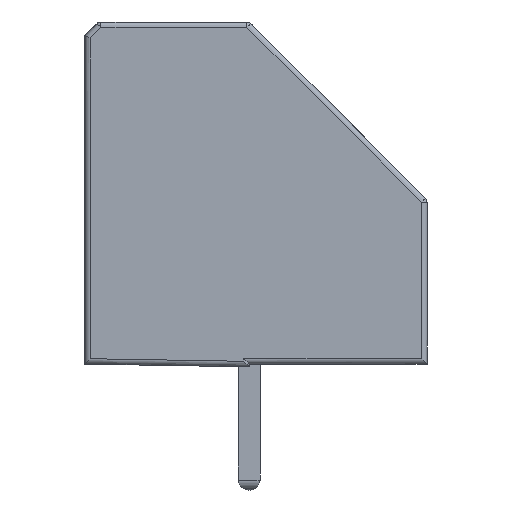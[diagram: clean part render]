
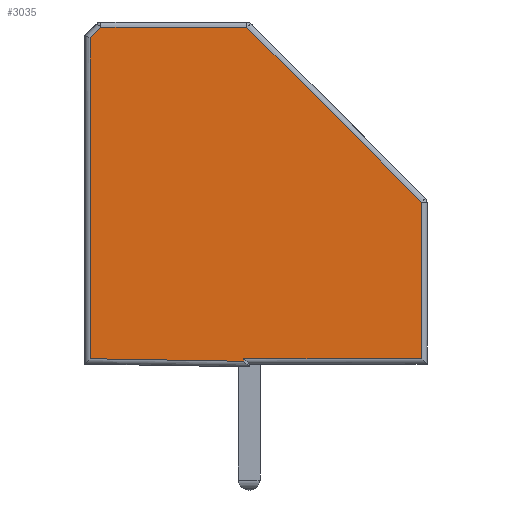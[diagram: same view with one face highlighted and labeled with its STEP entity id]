
A CAD part, left-side view. The second image highlights one B-rep face of the part: STEP entity #3035.
In plain terms, the highlighted planar face has unit normal (-1, 0, 0).
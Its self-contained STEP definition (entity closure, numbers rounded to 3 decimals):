
#13=DIRECTION('',(0.,0.,1.));
#27=VECTOR('',#13,1.);
#51=DIRECTION('',(0.,0.707,-0.707));
#52=DIRECTION('',(0.,0.707,0.707));
#78=DIRECTION('',(0.,-1.,0.));
#128=VECTOR('',#78,1.);
#148=VECTOR('',#52,1.);
#155=VECTOR('',#156,1.);
#156=DIRECTION('',(0.,1.,0.));
#163=VECTOR('',#51,1.);
#170=VECTOR('',#171,1.);
#171=DIRECTION('',(0.,0.,-1.));
#178=VECTOR('',#179,1.);
#179=DIRECTION('',(0.,-1.,-0.017));
#188=DIRECTION('',(-1.,0.,0.));
#189=DIRECTION('',(0.,-1.,0.));
#629=VERTEX_POINT('',#630);
#630=CARTESIAN_POINT('',(-2.5,-6.3,6.017));
#640=EDGE_CURVE('',#641,#629,#643,.T.);
#641=VERTEX_POINT('',#642);
#642=CARTESIAN_POINT('',(-2.5,-6.3,0.3));
#643=LINE('',#644,#27);
#644=CARTESIAN_POINT('',(-2.5,-6.3,0.1));
#1362=VERTEX_POINT('',#1363);
#1363=CARTESIAN_POINT('',(-2.5,0.2,0.3));
#1367=ORIENTED_EDGE('',*,*,#1368,.T.);
#1368=EDGE_CURVE('',#1362,#641,#1369,.T.);
#1369=LINE('',#1370,#128);
#1370=CARTESIAN_POINT('',(-2.5,0.,0.3));
#3035=ADVANCED_FACE('',(#3036),#3073,.T.);
#3036=FACE_BOUND('',#3037,.T.);
#3037=EDGE_LOOP('',(#3038,#3046,#3052,#1367,#3056,#3057,#3063,#3069));
#3038=ORIENTED_EDGE('',*,*,#3039,.T.);
#3039=EDGE_CURVE('',#3040,#3042,#3044,.T.);
#3040=VERTEX_POINT('',#3041);
#3041=CARTESIAN_POINT('',(-2.5,5.8,12.017));
#3042=VERTEX_POINT('',#3043);
#3043=CARTESIAN_POINT('',(-2.5,5.8,0.297));
#3044=LINE('',#3045,#170);
#3045=CARTESIAN_POINT('',(-2.5,5.8,12.1));
#3046=ORIENTED_EDGE('',*,*,#3047,.T.);
#3047=EDGE_CURVE('',#3042,#3048,#3050,.T.);
#3048=VERTEX_POINT('',#3049);
#3049=CARTESIAN_POINT('',(-2.5,0.2,0.203));
#3050=LINE('',#3051,#178);
#3051=CARTESIAN_POINT('',(-2.5,5.997,0.3));
#3052=ORIENTED_EDGE('',*,*,#3053,.T.);
#3053=EDGE_CURVE('',#3048,#1362,#3054,.T.);
#3054=LINE('',#3055,#27);
#3055=CARTESIAN_POINT('',(-2.5,0.2,0.));
#3056=ORIENTED_EDGE('',*,*,#640,.T.);
#3057=ORIENTED_EDGE('',*,*,#3058,.T.);
#3058=EDGE_CURVE('',#629,#3059,#3061,.T.);
#3059=VERTEX_POINT('',#3060);
#3060=CARTESIAN_POINT('',(-2.5,0.083,12.4));
#3061=LINE('',#3062,#148);
#3062=CARTESIAN_POINT('',(-2.5,-6.359,5.959));
#3063=ORIENTED_EDGE('',*,*,#3064,.T.);
#3064=EDGE_CURVE('',#3059,#3065,#3067,.T.);
#3065=VERTEX_POINT('',#3066);
#3066=CARTESIAN_POINT('',(-2.5,5.417,12.4));
#3067=LINE('',#3068,#155);
#3068=CARTESIAN_POINT('',(-2.5,0.,12.4));
#3069=ORIENTED_EDGE('',*,*,#3070,.T.);
#3070=EDGE_CURVE('',#3065,#3040,#3071,.T.);
#3071=LINE('',#3072,#163);
#3072=CARTESIAN_POINT('',(-2.5,5.359,12.459));
#3073=PLANE('',#3074);
#3074=AXIS2_PLACEMENT_3D('',#3075,#188,#189);
#3075=CARTESIAN_POINT('',(-2.5,0.417,5.581));
